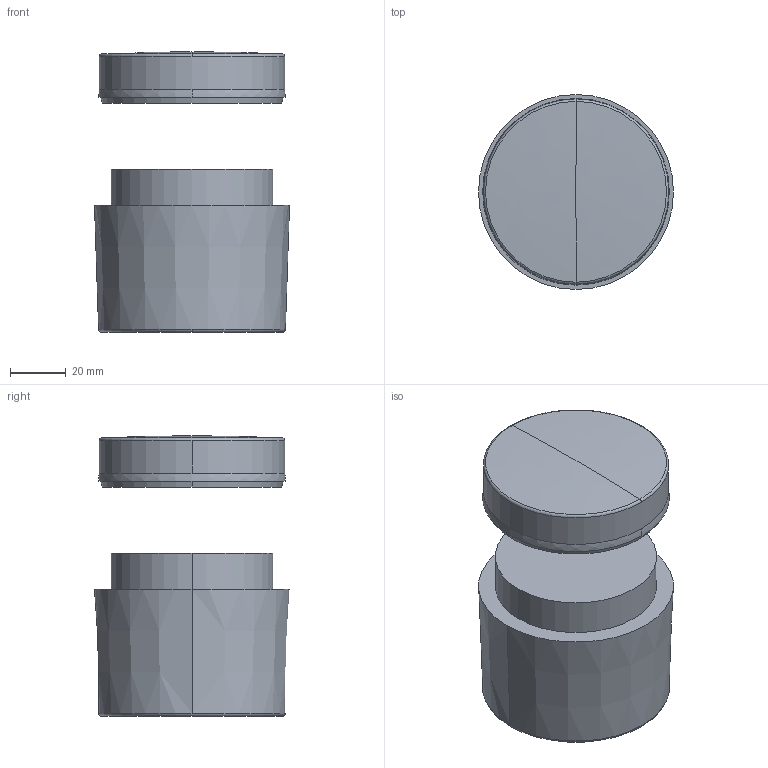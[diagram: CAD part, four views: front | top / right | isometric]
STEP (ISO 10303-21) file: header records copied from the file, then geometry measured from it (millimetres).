
FILE_DESCRIPTION((''),'2;1');
FILE_NAME('3d_8LT7CM01.stp','2012-10-02T14:13:37',(''),(''),'Mechanical Desktop 2011','Mechanical Desktop 2011',', , ');
FILE_SCHEMA(('CONFIG_CONTROL_DESIGN'));
Length unit declared in the file: millimetre
Products named in the file (1): Product
Bounding box: 70 x 70 x 100.6 mm (x, y, z)
Volume: 264178.9 mm3; surface area: 29958.8 mm2
Topology: 2 solids, 2 shells, 21 faces, 49 edges, 32 vertices
Faces by surface type: plane 5, cone 4, torus 4, cylinder 4, bspline 4
Entity records: 797 total; most frequent: CARTESIAN_POINT 205, DIRECTION 122, ORIENTED_EDGE 94, AXIS2_PLACEMENT_3D 57, EDGE_CURVE 47, CIRCLE 39, VERTEX_POINT 32, EDGE_LOOP 23
